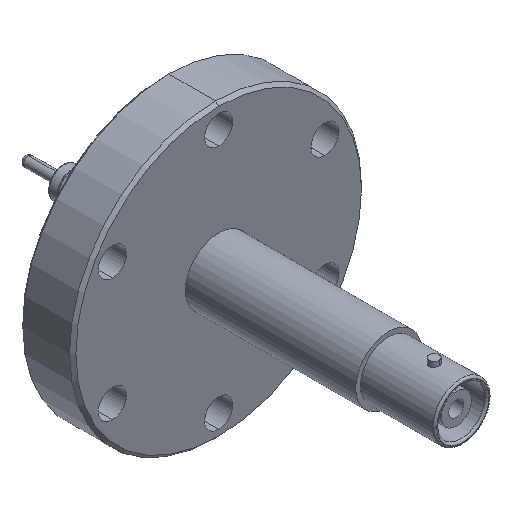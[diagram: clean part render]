
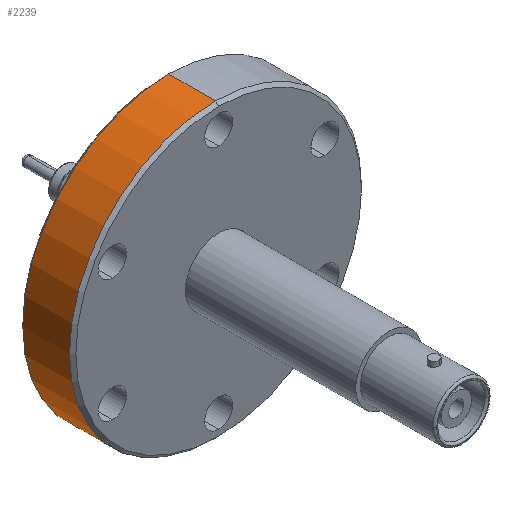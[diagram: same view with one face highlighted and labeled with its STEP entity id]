
A CAD part, isometric view. The second image highlights one B-rep face of the part: STEP entity #2239.
In plain terms, the highlighted cylindrical face has radius 34.925 mm (diameter 69.85 mm), a partial arc.
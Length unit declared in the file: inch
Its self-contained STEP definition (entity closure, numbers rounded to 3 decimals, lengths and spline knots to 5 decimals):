
#52 = AXIS2_PLACEMENT_3D ( 'NONE', #4053, #2993, #2992 ) ;
#91 = CIRCLE ( 'NONE', #52, 1.375 ) ;
#105 = CIRCLE ( 'NONE', #154, 1.375 ) ;
#154 = AXIS2_PLACEMENT_3D ( 'NONE', #1901, #1900, #1899 ) ;
#200 = VECTOR ( 'NONE', #1856, 39.37008 ) ;
#237 = AXIS2_PLACEMENT_3D ( 'NONE', #922, #917, #924 ) ;
#411 = VECTOR ( 'NONE', #3196, 39.37008 ) ;
#917 = DIRECTION ( 'NONE',  ( 0., 1., 0. ) ) ;
#921 = FACE_OUTER_BOUND ( 'NONE', #2706, .T. ) ;
#922 = CARTESIAN_POINT ( 'NONE',  ( 0., 0., 0. ) ) ;
#923 = CYLINDRICAL_SURFACE ( 'NONE', #237, 1.375 ) ;
#924 = DIRECTION ( 'NONE',  ( 0., 0., 1. ) ) ;
#1156 = CARTESIAN_POINT ( 'NONE',  ( 0., -1.14312, -1.375 ) ) ;
#1187 = CARTESIAN_POINT ( 'NONE',  ( 0., -0.70312, -1.375 ) ) ;
#1191 = CARTESIAN_POINT ( 'NONE',  ( 0., -0.70312, 1.375 ) ) ;
#1224 = EDGE_CURVE ( 'NONE', #3620, #3675, #91, .T. ) ;
#1284 = EDGE_CURVE ( 'NONE', #3651, #3655, #105, .T. ) ;
#1298 = EDGE_CURVE ( 'NONE', #3675, #3655, #1858, .T. ) ;
#1856 = DIRECTION ( 'NONE',  ( 0., 1., 0. ) ) ;
#1857 = CARTESIAN_POINT ( 'NONE',  ( 0., 0., 1.375 ) ) ;
#1858 = LINE ( 'NONE', #1857, #200 ) ;
#1899 = DIRECTION ( 'NONE',  ( 0., 0., 1. ) ) ;
#1900 = DIRECTION ( 'NONE',  ( 0., 1., 0. ) ) ;
#1901 = CARTESIAN_POINT ( 'NONE',  ( 0., -0.70312, 0. ) ) ;
#2119 = EDGE_CURVE ( 'NONE', #3620, #3651, #3187, .T. ) ;
#2239 = ADVANCED_FACE ( 'NONE', ( #921 ), #923, .T. ) ;
#2706 = EDGE_LOOP ( 'NONE', ( #4201, #4200, #4199, #4198 ) ) ;
#2992 = DIRECTION ( 'NONE',  ( 0., 0., 1. ) ) ;
#2993 = DIRECTION ( 'NONE',  ( 0., 1., 0. ) ) ;
#3187 = LINE ( 'NONE', #3188, #411 ) ;
#3188 = CARTESIAN_POINT ( 'NONE',  ( 0., 0., -1.375 ) ) ;
#3196 = DIRECTION ( 'NONE',  ( 0., 1., 0. ) ) ;
#3620 = VERTEX_POINT ( 'NONE', #1156 ) ;
#3651 = VERTEX_POINT ( 'NONE', #1187 ) ;
#3655 = VERTEX_POINT ( 'NONE', #1191 ) ;
#3675 = VERTEX_POINT ( 'NONE', #3895 ) ;
#3895 = CARTESIAN_POINT ( 'NONE',  ( 0., -1.14312, 1.375 ) ) ;
#4053 = CARTESIAN_POINT ( 'NONE',  ( 0., -1.14312, 0. ) ) ;
#4198 = ORIENTED_EDGE ( 'NONE', *, *, #1284, .F. ) ;
#4199 = ORIENTED_EDGE ( 'NONE', *, *, #1298, .T. ) ;
#4200 = ORIENTED_EDGE ( 'NONE', *, *, #1224, .T. ) ;
#4201 = ORIENTED_EDGE ( 'NONE', *, *, #2119, .F. ) ;
